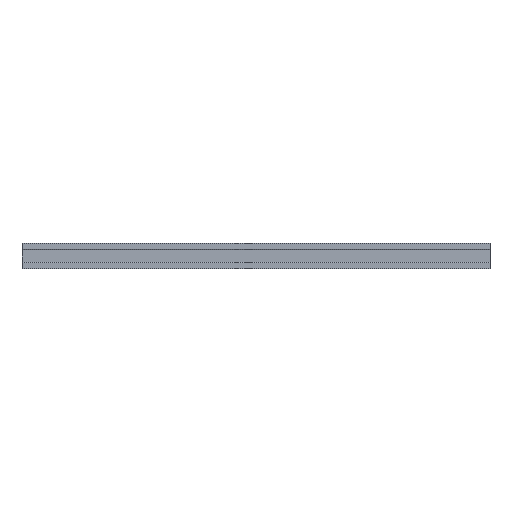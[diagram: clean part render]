
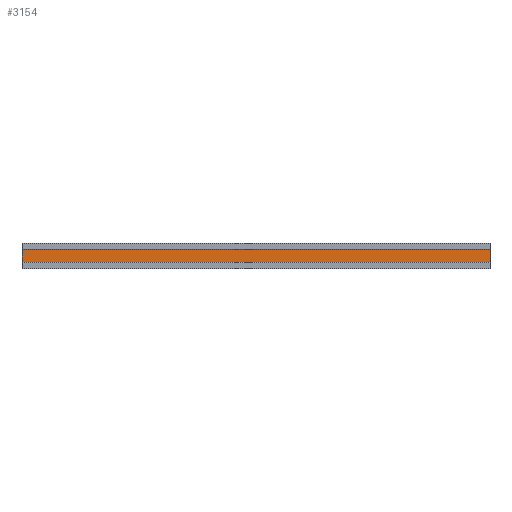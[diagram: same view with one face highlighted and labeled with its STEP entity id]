
A CAD part, top view. The second image highlights one B-rep face of the part: STEP entity #3154.
In plain terms, the highlighted planar face has unit normal (0, 0, 1).
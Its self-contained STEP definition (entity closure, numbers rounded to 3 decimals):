
#409=FACE_OUTER_BOUND('',#607,.T.);
#607=EDGE_LOOP('',(#2690,#2691,#2692,#2693));
#901=LINE('',#5171,#1197);
#902=LINE('',#5174,#1198);
#903=LINE('',#5176,#1199);
#904=LINE('',#5177,#1200);
#1197=VECTOR('',#4297,10.);
#1198=VECTOR('',#4300,10.);
#1199=VECTOR('',#4301,10.);
#1200=VECTOR('',#4302,10.);
#1488=VERTEX_POINT('',#5167);
#1489=VERTEX_POINT('',#5169);
#1490=VERTEX_POINT('',#5173);
#1491=VERTEX_POINT('',#5175);
#1913=EDGE_CURVE('',#1488,#1489,#901,.T.);
#1914=EDGE_CURVE('',#1490,#1488,#902,.T.);
#1915=EDGE_CURVE('',#1491,#1489,#903,.T.);
#1916=EDGE_CURVE('',#1490,#1491,#904,.T.);
#2690=ORIENTED_EDGE('',*,*,#1914,.T.);
#2691=ORIENTED_EDGE('',*,*,#1913,.T.);
#2692=ORIENTED_EDGE('',*,*,#1915,.F.);
#2693=ORIENTED_EDGE('',*,*,#1916,.F.);
#2863=PLANE('',#3455);
#3154=ADVANCED_FACE('',(#409),#2863,.T.);
#3455=AXIS2_PLACEMENT_3D('',#5172,#4298,#4299);
#4297=DIRECTION('',(1.,0.,0.));
#4298=DIRECTION('center_axis',(0.,0.,1.));
#4299=DIRECTION('ref_axis',(0.,-1.,0.));
#4300=DIRECTION('',(0.,-1.,0.));
#4301=DIRECTION('',(0.,-1.,0.));
#4302=DIRECTION('',(1.,0.,0.));
#5167=CARTESIAN_POINT('',(0.,-17.312,19.65));
#5169=CARTESIAN_POINT('',(1300.,-17.312,19.65));
#5171=CARTESIAN_POINT('',(0.,-17.312,19.65));
#5172=CARTESIAN_POINT('Origin',(0.,17.312,19.65));
#5173=CARTESIAN_POINT('',(0.,17.312,19.65));
#5174=CARTESIAN_POINT('',(0.,17.312,19.65));
#5175=CARTESIAN_POINT('',(1300.,17.312,19.65));
#5176=CARTESIAN_POINT('',(1300.,17.312,19.65));
#5177=CARTESIAN_POINT('',(0.,17.312,19.65));
